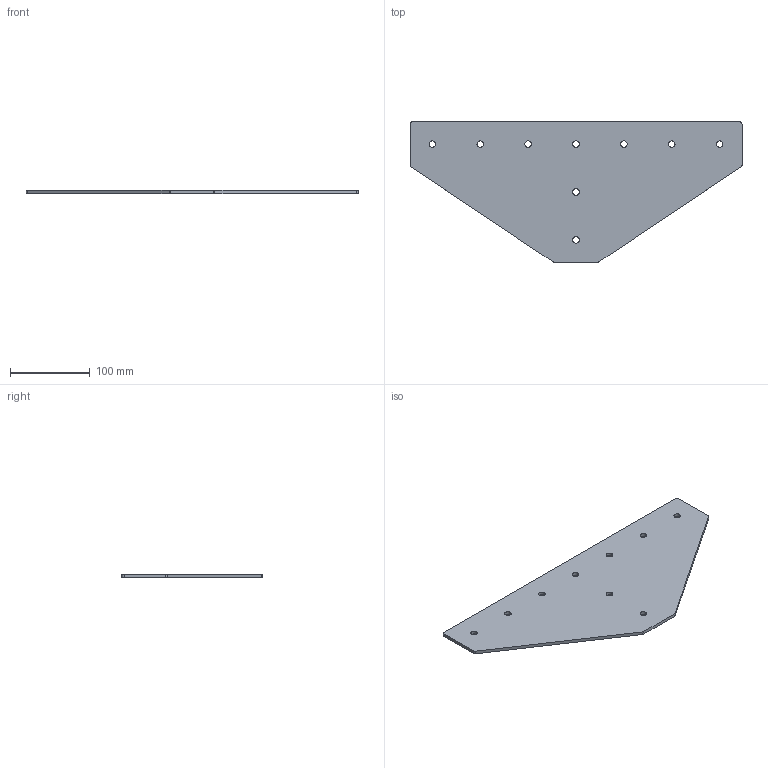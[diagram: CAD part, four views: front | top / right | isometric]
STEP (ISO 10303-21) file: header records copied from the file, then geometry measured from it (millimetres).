
FILE_DESCRIPTION (( 'STEP AP214' ), '1' );
FILE_NAME ('Ñáîðêà2.STEP', '2023-11-28T09:29:34', ( '' ), ( '' ), 'SwSTEP 2.0', 'SolidWorks 2022', '' );
FILE_SCHEMA (( 'AUTOMOTIVE_DESIGN' ));
Length unit declared in the file: millimetre
Products named in the file (2): A65 Т-соединитель 180x420, паз 10 SNSS.60.060_00; Сборка2
Assembly tree (1 placements, depth 2):
  Сборка2
    A65 Т-соединитель 180x420, паз 10 SNSS.60.060_00
Bounding box: 416 x 176 x 4 mm (x, y, z)
Volume: 204543.6 mm3; surface area: 107253 mm2
Topology: 1 solids, 1 shells, 32 faces, 90 edges, 60 vertices
Faces by surface type: cylinder 24, plane 8
Entity records: 1164 total; most frequent: DIRECTION 210, CARTESIAN_POINT 186, ORIENTED_EDGE 180, EDGE_CURVE 90, AXIS2_PLACEMENT_3D 84, VERTEX_POINT 60, EDGE_LOOP 50, CIRCLE 48
